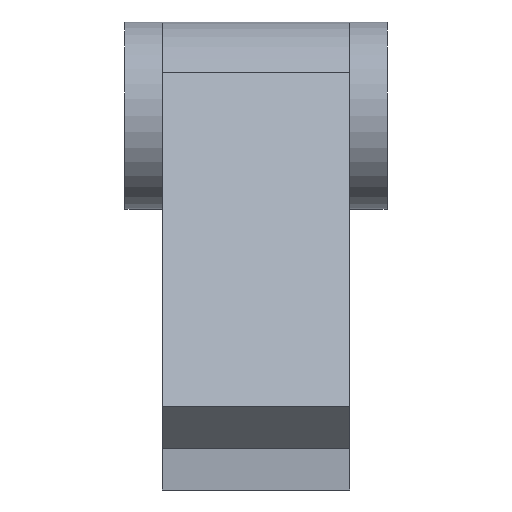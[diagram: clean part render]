
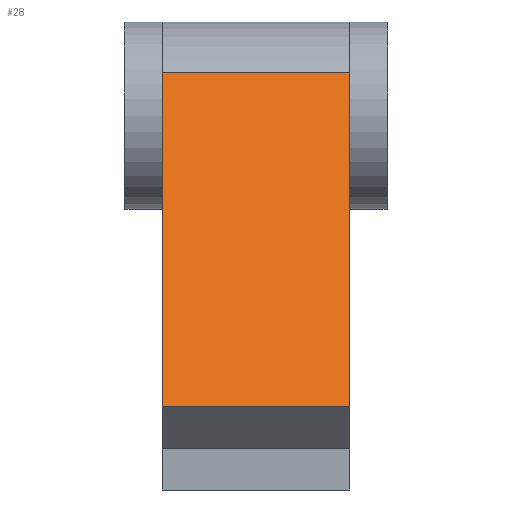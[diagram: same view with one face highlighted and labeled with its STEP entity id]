
A CAD part, front view. The second image highlights one B-rep face of the part: STEP entity #28.
In plain terms, the highlighted face is planar.
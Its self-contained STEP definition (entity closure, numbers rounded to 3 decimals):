
#4 = DIRECTION ( 'NONE',  ( -1., 0., 0. ) ) ;
#5 = AXIS2_PLACEMENT_3D ( 'NONE', #529, #657, #1153 ) ;
#28 = ADVANCED_FACE ( 'NONE', ( #1307 ), #290, .F. ) ;
#55 = CARTESIAN_POINT ( 'NONE',  ( 5., 2.5, 0. ) ) ;
#59 = ORIENTED_EDGE ( 'NONE', *, *, #1456, .T. ) ;
#63 = DIRECTION ( 'NONE',  ( 0., 0., 1. ) ) ;
#65 = VECTOR ( 'NONE', #4, 1000. ) ;
#186 = VERTEX_POINT ( 'NONE', #1503 ) ;
#289 = CARTESIAN_POINT ( 'NONE',  ( 0., 2.5, 0. ) ) ;
#290 = PLANE ( 'NONE',  #5 ) ;
#387 = LINE ( 'NONE', #880, #65 ) ;
#452 = LINE ( 'NONE', #1539, #1133 ) ;
#484 = ORIENTED_EDGE ( 'NONE', *, *, #592, .F. ) ;
#529 = CARTESIAN_POINT ( 'NONE',  ( 5., 2.5, 0. ) ) ;
#592 = EDGE_CURVE ( 'NONE', #186, #1342, #387, .T. ) ;
#653 = VECTOR ( 'NONE', #63, 1000. ) ;
#657 = DIRECTION ( 'NONE',  ( 0., -1., 0. ) ) ;
#666 = CARTESIAN_POINT ( 'NONE',  ( 0., 2.5, 0. ) ) ;
#811 = LINE ( 'NONE', #55, #653 ) ;
#880 = CARTESIAN_POINT ( 'NONE',  ( 5., 2.5, 0. ) ) ;
#881 = EDGE_CURVE ( 'NONE', #985, #186, #811, .T. ) ;
#918 = VERTEX_POINT ( 'NONE', #1076 ) ;
#960 = ORIENTED_EDGE ( 'NONE', *, *, #881, .F. ) ;
#985 = VERTEX_POINT ( 'NONE', #1447 ) ;
#1076 = CARTESIAN_POINT ( 'NONE',  ( 0., 2.5, -10. ) ) ;
#1086 = ORIENTED_EDGE ( 'NONE', *, *, #1273, .T. ) ;
#1100 = DIRECTION ( 'NONE',  ( -1., 0., 0. ) ) ;
#1133 = VECTOR ( 'NONE', #1100, 1000. ) ;
#1153 = DIRECTION ( 'NONE',  ( 0., 0., -1. ) ) ;
#1195 = EDGE_LOOP ( 'NONE', ( #59, #484, #960, #1086 ) ) ;
#1273 = EDGE_CURVE ( 'NONE', #985, #918, #452, .T. ) ;
#1292 = LINE ( 'NONE', #666, #1607 ) ;
#1307 = FACE_OUTER_BOUND ( 'NONE', #1195, .T. ) ;
#1342 = VERTEX_POINT ( 'NONE', #289 ) ;
#1447 = CARTESIAN_POINT ( 'NONE',  ( 5., 2.5, -10. ) ) ;
#1456 = EDGE_CURVE ( 'NONE', #918, #1342, #1292, .T. ) ;
#1503 = CARTESIAN_POINT ( 'NONE',  ( 5., 2.5, 0. ) ) ;
#1539 = CARTESIAN_POINT ( 'NONE',  ( 5., 2.5, -10. ) ) ;
#1607 = VECTOR ( 'NONE', #1636, 1000. ) ;
#1636 = DIRECTION ( 'NONE',  ( 0., 0., 1. ) ) ;
